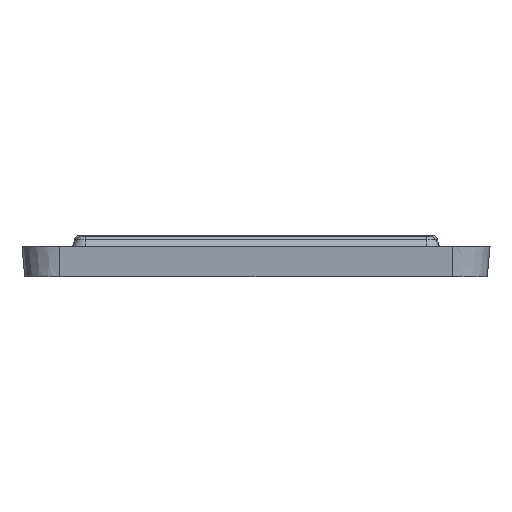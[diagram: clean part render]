
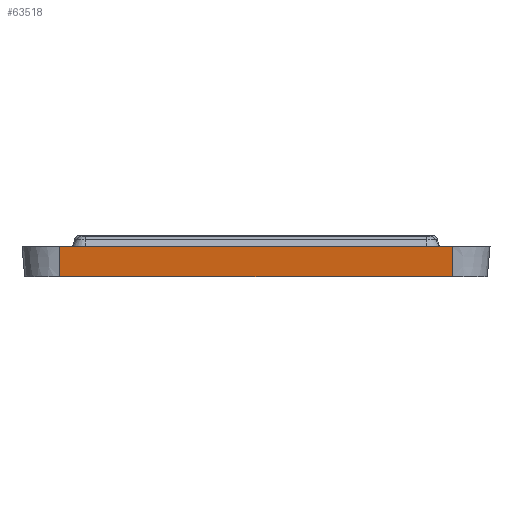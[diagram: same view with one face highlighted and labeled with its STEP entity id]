
A CAD part, left-side view. The second image highlights one B-rep face of the part: STEP entity #63518.
In plain terms, the highlighted planar face has unit normal (-0.996, 0, -0.087).
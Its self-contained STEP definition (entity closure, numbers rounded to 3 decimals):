
#102 = VECTOR ( 'NONE', #37354, 1000. ) ;
#878 = CARTESIAN_POINT ( 'NONE',  ( -125., 0., 4.8 ) ) ;
#3022 = VERTEX_POINT ( 'NONE', #56049 ) ;
#3508 = EDGE_LOOP ( 'NONE', ( #22829, #62996, #43099, #25225 ) ) ;
#6219 = DIRECTION ( 'NONE',  ( -0.996, 0., -0.087 ) ) ;
#9839 = VECTOR ( 'NONE', #20673, 1000. ) ;
#9996 = CARTESIAN_POINT ( 'NONE',  ( -124.58, -31., 0. ) ) ;
#11089 = FACE_OUTER_BOUND ( 'NONE', #3508, .T. ) ;
#11553 = LINE ( 'NONE', #31348, #37092 ) ;
#12127 = VERTEX_POINT ( 'NONE', #9996 ) ;
#16003 = VECTOR ( 'NONE', #17058, 1000. ) ;
#17058 = DIRECTION ( 'NONE',  ( 0.087, 0., -0.996 ) ) ;
#17557 = CARTESIAN_POINT ( 'NONE',  ( -125., 31., 4.8 ) ) ;
#20673 = DIRECTION ( 'NONE',  ( 0., -1., 0. ) ) ;
#22829 = ORIENTED_EDGE ( 'NONE', *, *, #63673, .T. ) ;
#25225 = ORIENTED_EDGE ( 'NONE', *, *, #40996, .F. ) ;
#26017 = DIRECTION ( 'NONE',  ( -0.087, 0., 0.996 ) ) ;
#30887 = PLANE ( 'NONE',  #62263 ) ;
#31348 = CARTESIAN_POINT ( 'NONE',  ( -124.58, 41.442, 0. ) ) ;
#32166 = CARTESIAN_POINT ( 'NONE',  ( -125., -31., 4.8 ) ) ;
#36784 = CARTESIAN_POINT ( 'NONE',  ( -124.58, 31., 0. ) ) ;
#37092 = VECTOR ( 'NONE', #51133, 1000. ) ;
#37354 = DIRECTION ( 'NONE',  ( 0.087, 0., -0.996 ) ) ;
#40996 = EDGE_CURVE ( 'NONE', #3022, #59737, #45337, .T. ) ;
#41724 = LINE ( 'NONE', #61496, #16003 ) ;
#43099 = ORIENTED_EDGE ( 'NONE', *, *, #49816, .F. ) ;
#45337 = LINE ( 'NONE', #878, #9839 ) ;
#49816 = EDGE_CURVE ( 'NONE', #59737, #12127, #41724, .T. ) ;
#50666 = CARTESIAN_POINT ( 'NONE',  ( -125., 41.442, 4.8 ) ) ;
#51133 = DIRECTION ( 'NONE',  ( 0., -1., 0. ) ) ;
#56049 = CARTESIAN_POINT ( 'NONE',  ( -125., 31., 4.8 ) ) ;
#59737 = VERTEX_POINT ( 'NONE', #32166 ) ;
#61496 = CARTESIAN_POINT ( 'NONE',  ( -43781.423, -31., 499000. ) ) ;
#61991 = LINE ( 'NONE', #17557, #102 ) ;
#62263 = AXIS2_PLACEMENT_3D ( 'NONE', #50666, #6219, #26017 ) ;
#62773 = EDGE_CURVE ( 'NONE', #63127, #12127, #11553, .T. ) ;
#62996 = ORIENTED_EDGE ( 'NONE', *, *, #62773, .T. ) ;
#63127 = VERTEX_POINT ( 'NONE', #36784 ) ;
#63518 = ADVANCED_FACE ( 'NONE', ( #11089 ), #30887, .T. ) ;
#63673 = EDGE_CURVE ( 'NONE', #3022, #63127, #61991, .T. ) ;
